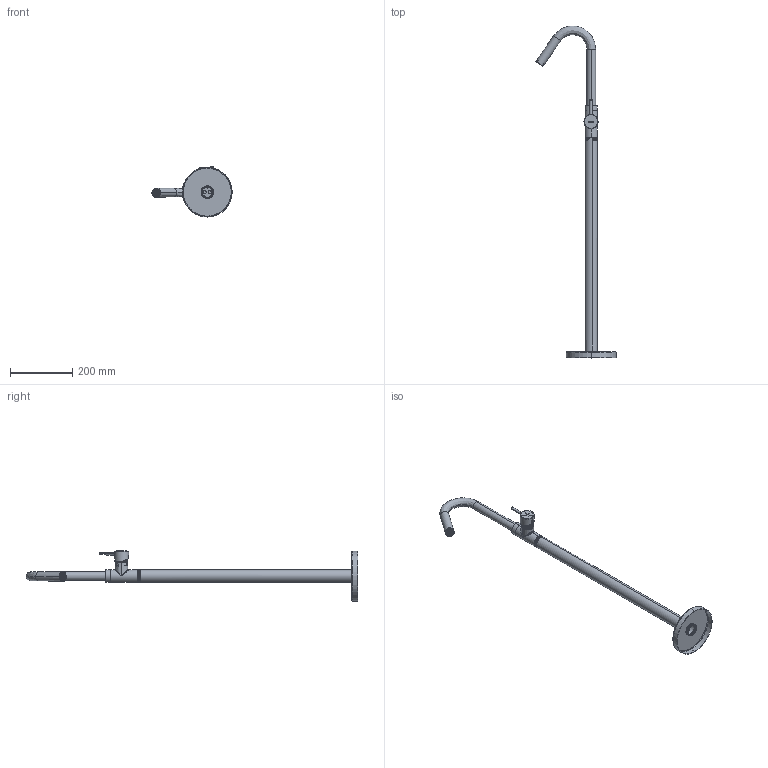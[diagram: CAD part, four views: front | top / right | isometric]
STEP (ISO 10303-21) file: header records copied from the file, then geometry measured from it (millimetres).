
FILE_DESCRIPTION (( 'STEP AP203' ), '1' );
FILE_NAME ('39AP07485.STEP', '2024-01-18T07:32:30', ( '' ), ( '' ), 'SwSTEP 2.0', 'SolidWorks 2021', '' );
FILE_SCHEMA (( 'CONFIG_CONTROL_DESIGN' ));
Length unit declared in the file: millimetre
Products named in the file (1): 39AP07485
Bounding box: 257.96 x 1065.91 x 160.82 mm (x, y, z)
Volume: 358029.7 mm3; surface area: 359798.6 mm2
Topology: 9 solids, 9 shells, 1757 faces, 4427 edges, 2900 vertices
Faces by surface type: plane 1231, cylinder 373, bspline 79, torus 33, sphere 23, cone 18
Entity records: 67415 total; most frequent: CARTESIAN_POINT 25977, ORIENTED_EDGE 8834, DIRECTION 8000, EDGE_CURVE 4417, LINE 3312, VECTOR 3312, VERTEX_POINT 2900, AXIS2_PLACEMENT_3D 2344
